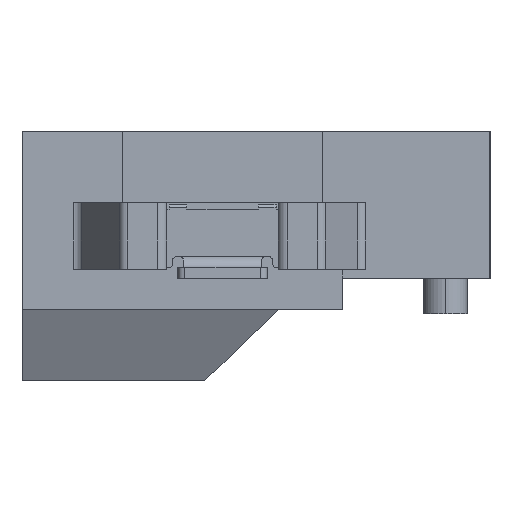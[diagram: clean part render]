
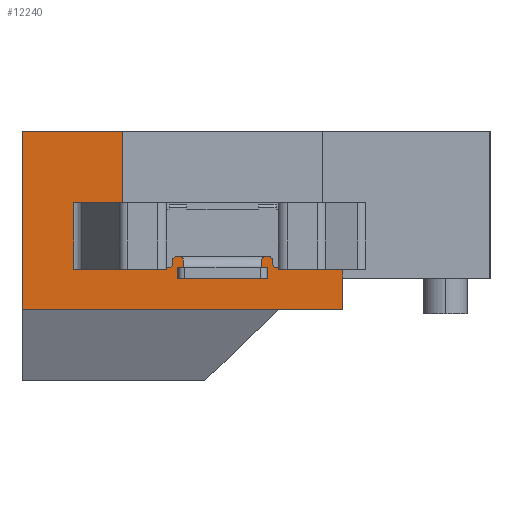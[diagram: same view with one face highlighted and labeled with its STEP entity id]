
A CAD part, left-side view. The second image highlights one B-rep face of the part: STEP entity #12240.
In plain terms, the highlighted planar face has unit normal (-1, 0, 0).
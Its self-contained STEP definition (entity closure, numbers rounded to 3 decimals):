
#9=DIRECTION('',(0.,1.,0.));
#10=VECTOR('',#9,7.2);
#11=CARTESIAN_POINT('',(-21.065,4.8,-2.));
#12=LINE('4436',#11,#10);
#831=DIRECTION('',(0.,-1.,0.));
#832=VECTOR('',#831,2.25);
#833=CARTESIAN_POINT('',(-21.065,12.,2.));
#834=LINE('4738',#833,#832);
#939=DIRECTION('',(0.,-1.,0.));
#940=VECTOR('',#939,1.15);
#941=CARTESIAN_POINT('',(-21.065,5.95,-1.1));
#942=LINE('4778',#941,#940);
#1043=DIRECTION('',(0.,0.,-1.));
#1044=VECTOR('',#1043,0.177);
#1045=CARTESIAN_POINT('',(-21.065,9.,-0.773));
#1046=LINE('6187',#1045,#1044);
#1047=CARTESIAN_POINT('',(-21.065,8.9,-0.95));
#1048=DIRECTION('',(1.,0.,0.));
#1049=DIRECTION('',(0.,0.,-1.));
#1050=AXIS2_PLACEMENT_3D('',#1047,#1048,#1049);
#1052=DIRECTION('',(0.,-1.,0.));
#1053=VECTOR('',#1052,0.22);
#1054=CARTESIAN_POINT('',(-21.065,8.9,-1.05));
#1055=LINE('6196',#1054,#1053);
#1056=CARTESIAN_POINT('',(-21.065,8.68,-1.));
#1057=DIRECTION('',(-1.,0.,0.));
#1058=DIRECTION('',(0.,0.,-1.));
#1059=AXIS2_PLACEMENT_3D('',#1056,#1057,#1058);
#1061=DIRECTION('',(0.,0.,1.));
#1062=VECTOR('',#1061,0.07);
#1063=CARTESIAN_POINT('',(-21.065,8.63,-1.));
#1064=LINE('6221',#1063,#1062);
#1065=CARTESIAN_POINT('',(-21.065,8.5,-0.93));
#1066=DIRECTION('',(1.,0.,0.));
#1067=DIRECTION('',(0.,1.,0.));
#1068=AXIS2_PLACEMENT_3D('',#1065,#1066,#1067);
#1070=DIRECTION('',(0.,1.,0.));
#1071=VECTOR('',#1070,2.);
#1072=CARTESIAN_POINT('',(-21.065,6.5,-0.8));
#1073=LINE('6198',#1072,#1071);
#1074=CARTESIAN_POINT('',(-21.065,6.5,-0.93));
#1075=DIRECTION('',(1.,0.,0.));
#1076=DIRECTION('',(0.,0.,1.));
#1077=AXIS2_PLACEMENT_3D('',#1074,#1075,#1076);
#1079=DIRECTION('',(0.,0.,-1.));
#1080=VECTOR('',#1079,0.07);
#1081=CARTESIAN_POINT('',(-21.065,6.37,-0.93));
#1082=LINE('6218',#1081,#1080);
#1083=CARTESIAN_POINT('',(-21.065,6.32,-1.));
#1084=DIRECTION('',(1.,0.,0.));
#1085=DIRECTION('',(0.,0.,-1.));
#1086=AXIS2_PLACEMENT_3D('',#1083,#1084,#1085);
#1088=DIRECTION('',(0.,-1.,0.));
#1089=VECTOR('',#1088,0.22);
#1090=CARTESIAN_POINT('',(-21.065,6.32,-1.05));
#1091=LINE('6188',#1090,#1089);
#1092=CARTESIAN_POINT('',(-21.065,6.1,-0.95));
#1093=DIRECTION('',(1.,0.,0.));
#1094=DIRECTION('',(0.,-1.,0.));
#1095=AXIS2_PLACEMENT_3D('',#1092,#1093,#1094);
#1097=DIRECTION('',(0.,0.,1.));
#1098=VECTOR('',#1097,0.177);
#1099=CARTESIAN_POINT('',(-21.065,6.,-0.95));
#1100=LINE('6189',#1099,#1098);
#1101=DIRECTION('',(0.,-0.5,0.866));
#1102=VECTOR('',#1101,0.1);
#1103=CARTESIAN_POINT('',(-21.065,6.,-0.773));
#1104=LINE('6199',#1103,#1102);
#1105=DIRECTION('',(0.,0.,-1.));
#1106=VECTOR('',#1105,0.413);
#1107=CARTESIAN_POINT('',(-21.065,5.95,-0.687));
#1108=LINE('6262',#1107,#1106);
#1109=DIRECTION('',(0.,0.,1.));
#1110=VECTOR('',#1109,4.);
#1111=CARTESIAN_POINT('',(-21.065,12.,-2.));
#1112=LINE('4724',#1111,#1110);
#1113=DIRECTION('',(0.,0.,-1.));
#1114=VECTOR('',#1113,1.6);
#1115=CARTESIAN_POINT('',(-21.065,9.75,2.));
#1116=LINE('4793',#1115,#1114);
#1117=DIRECTION('',(0.,0.,-1.));
#1118=VECTOR('',#1117,1.5);
#1119=CARTESIAN_POINT('',(-21.065,10.838,0.4));
#1120=LINE('4799',#1119,#1118);
#1121=DIRECTION('',(0.,-0.5,-0.866));
#1122=VECTOR('',#1121,0.1);
#1123=CARTESIAN_POINT('',(-21.065,9.05,-0.687));
#1124=LINE('6202',#1123,#1122);
#1133=DIRECTION('',(0.,0.,-1.));
#1134=VECTOR('',#1133,0.413);
#1135=CARTESIAN_POINT('',(-21.065,9.05,-0.687));
#1136=LINE('6264',#1135,#1134);
#1159=DIRECTION('',(0.,1.,0.));
#1160=VECTOR('',#1159,1.788);
#1161=CARTESIAN_POINT('',(-21.065,9.05,-1.1));
#1162=LINE('4815',#1161,#1160);
#1194=DIRECTION('',(0.,-1.,0.));
#1195=VECTOR('',#1194,1.088);
#1196=CARTESIAN_POINT('',(-21.065,10.838,0.4));
#1197=LINE('4819',#1196,#1195);
#2015=DIRECTION('',(0.,0.,1.));
#2016=VECTOR('',#2015,0.2);
#2017=CARTESIAN_POINT('',(-21.065,4.8,-1.3));
#2018=LINE('4441',#2017,#2016);
#3357=DIRECTION('',(0.,0.,1.));
#3358=VECTOR('',#3357,0.7);
#3359=CARTESIAN_POINT('',(-21.065,4.8,-2.));
#3360=LINE('4438',#3359,#3358);
#8872=CARTESIAN_POINT('',(-21.065,4.8,-1.3));
#8874=VERTEX_POINT('',#8872);
#8883=CARTESIAN_POINT('',(-21.065,4.8,-2.));
#8884=CARTESIAN_POINT('',(-21.065,12.,-2.));
#8885=VERTEX_POINT('',#8883);
#8886=VERTEX_POINT('',#8884);
#8891=CARTESIAN_POINT('',(-21.065,4.8,-1.1));
#8892=VERTEX_POINT('',#8891);
#8897=CARTESIAN_POINT('',(-21.065,12.,2.));
#8898=VERTEX_POINT('',#8897);
#9213=CARTESIAN_POINT('',(-21.065,9.75,2.));
#9214=VERTEX_POINT('',#9213);
#9271=CARTESIAN_POINT('',(-21.065,5.95,-1.1));
#9272=VERTEX_POINT('',#9271);
#9273=CARTESIAN_POINT('',(-21.065,9.05,-1.1));
#9274=VERTEX_POINT('',#9273);
#9311=CARTESIAN_POINT('',(-21.065,9.75,0.4));
#9312=VERTEX_POINT('',#9311);
#9315=CARTESIAN_POINT('',(-21.065,10.838,0.4));
#9316=CARTESIAN_POINT('',(-21.065,10.838,-1.1));
#9317=VERTEX_POINT('',#9315);
#9318=VERTEX_POINT('',#9316);
#11143=CARTESIAN_POINT('',(-21.065,9.,-0.773));
#11144=CARTESIAN_POINT('',(-21.065,9.,-0.95));
#11145=VERTEX_POINT('',#11143);
#11146=VERTEX_POINT('',#11144);
#11147=CARTESIAN_POINT('',(-21.065,6.32,-1.05));
#11148=CARTESIAN_POINT('',(-21.065,6.1,-1.05));
#11149=VERTEX_POINT('',#11147);
#11150=VERTEX_POINT('',#11148);
#11151=CARTESIAN_POINT('',(-21.065,6.,-0.95));
#11152=CARTESIAN_POINT('',(-21.065,6.,-0.773));
#11153=VERTEX_POINT('',#11151);
#11154=VERTEX_POINT('',#11152);
#11175=CARTESIAN_POINT('',(-21.065,8.9,-1.05));
#11176=CARTESIAN_POINT('',(-21.065,8.68,-1.05));
#11177=VERTEX_POINT('',#11175);
#11178=VERTEX_POINT('',#11176);
#11179=CARTESIAN_POINT('',(-21.065,6.5,-0.8));
#11180=CARTESIAN_POINT('',(-21.065,8.5,-0.8));
#11181=VERTEX_POINT('',#11179);
#11182=VERTEX_POINT('',#11180);
#11183=CARTESIAN_POINT('',(-21.065,5.95,-0.687));
#11184=VERTEX_POINT('',#11183);
#11193=CARTESIAN_POINT('',(-21.065,9.05,-0.687));
#11194=VERTEX_POINT('',#11193);
#11211=CARTESIAN_POINT('',(-21.065,6.37,-0.93));
#11212=VERTEX_POINT('',#11211);
#11213=CARTESIAN_POINT('',(-21.065,6.37,-1.));
#11214=VERTEX_POINT('',#11213);
#11215=CARTESIAN_POINT('',(-21.065,8.63,-1.));
#11216=CARTESIAN_POINT('',(-21.065,8.63,-0.93));
#11217=VERTEX_POINT('',#11215);
#11218=VERTEX_POINT('',#11216);
#12184=CARTESIAN_POINT('',(-21.065,12.,-2.));
#12185=DIRECTION('',(1.,0.,0.));
#12186=DIRECTION('',(0.,-1.,0.));
#12187=AXIS2_PLACEMENT_3D('',#12184,#12185,#12186);
#12188=PLANE('3665',#12187);
#12190=ORIENTED_EDGE('6187',*,*,#12189,.T.);
#12192=ORIENTED_EDGE('6197',*,*,#12191,.F.);
#12194=ORIENTED_EDGE('6196',*,*,#12193,.T.);
#12196=ORIENTED_EDGE('6224',*,*,#12195,.T.);
#12198=ORIENTED_EDGE('6221',*,*,#12197,.T.);
#12200=ORIENTED_EDGE('6222',*,*,#12199,.T.);
#12202=ORIENTED_EDGE('6198',*,*,#12201,.F.);
#12204=ORIENTED_EDGE('6217',*,*,#12203,.T.);
#12206=ORIENTED_EDGE('6218',*,*,#12205,.T.);
#12208=ORIENTED_EDGE('6223',*,*,#12207,.F.);
#12209=ORIENTED_EDGE('6188',*,*,#12172,.T.);
#12211=ORIENTED_EDGE('6191',*,*,#12210,.F.);
#12213=ORIENTED_EDGE('6189',*,*,#12212,.T.);
#12215=ORIENTED_EDGE('6199',*,*,#12214,.T.);
#12217=ORIENTED_EDGE('6262',*,*,#12216,.T.);
#12218=ORIENTED_EDGE('4778',*,*,#12076,.T.);
#12220=ORIENTED_EDGE('4441',*,*,#12219,.F.);
#12222=ORIENTED_EDGE('4438',*,*,#12221,.F.);
#12223=ORIENTED_EDGE('4436',*,*,#11290,.T.);
#12224=ORIENTED_EDGE('4724',*,*,#11395,.T.);
#12225=ORIENTED_EDGE('4738',*,*,#11968,.T.);
#12227=ORIENTED_EDGE('4793',*,*,#12226,.T.);
#12229=ORIENTED_EDGE('4819',*,*,#12228,.F.);
#12231=ORIENTED_EDGE('4799',*,*,#12230,.T.);
#12233=ORIENTED_EDGE('4815',*,*,#12232,.F.);
#12235=ORIENTED_EDGE('6264',*,*,#12234,.F.);
#12237=ORIENTED_EDGE('6202',*,*,#12236,.T.);
#12238=EDGE_LOOP('3665',(#12190,#12192,#12194,#12196,#12198,#12200,#12202,
#12204,#12206,#12208,#12209,#12211,#12213,#12215,#12217,#12218,#12220,#12222,
#12223,#12224,#12225,#12227,#12229,#12231,#12233,#12235,#12237));
#12239=FACE_OUTER_BOUND('3665',#12238,.F.);
#12240=ADVANCED_FACE('3665',(#12239),#12188,.F.);
#1051=CIRCLE('6197',#1050,0.1);
#1060=CIRCLE('6224',#1059,0.05);
#1069=CIRCLE('6222',#1068,0.13);
#1078=CIRCLE('6217',#1077,0.13);
#1087=CIRCLE('6223',#1086,0.05);
#1096=CIRCLE('6191',#1095,0.1);
#11290=EDGE_CURVE('4436',#8885,#8886,#12,.T.);
#11395=EDGE_CURVE('4724',#8886,#8898,#1112,.T.);
#11968=EDGE_CURVE('4738',#8898,#9214,#834,.T.);
#12076=EDGE_CURVE('4778',#9272,#8892,#942,.T.);
#12172=EDGE_CURVE('6188',#11149,#11150,#1091,.T.);
#12189=EDGE_CURVE('6187',#11145,#11146,#1046,.T.);
#12191=EDGE_CURVE('6197',#11177,#11146,#1051,.T.);
#12193=EDGE_CURVE('6196',#11177,#11178,#1055,.T.);
#12195=EDGE_CURVE('6224',#11178,#11217,#1060,.T.);
#12197=EDGE_CURVE('6221',#11217,#11218,#1064,.T.);
#12199=EDGE_CURVE('6222',#11218,#11182,#1069,.T.);
#12201=EDGE_CURVE('6198',#11181,#11182,#1073,.T.);
#12203=EDGE_CURVE('6217',#11181,#11212,#1078,.T.);
#12205=EDGE_CURVE('6218',#11212,#11214,#1082,.T.);
#12207=EDGE_CURVE('6223',#11149,#11214,#1087,.T.);
#12210=EDGE_CURVE('6191',#11153,#11150,#1096,.T.);
#12212=EDGE_CURVE('6189',#11153,#11154,#1100,.T.);
#12214=EDGE_CURVE('6199',#11154,#11184,#1104,.T.);
#12216=EDGE_CURVE('6262',#11184,#9272,#1108,.T.);
#12219=EDGE_CURVE('4441',#8874,#8892,#2018,.T.);
#12221=EDGE_CURVE('4438',#8885,#8874,#3360,.T.);
#12226=EDGE_CURVE('4793',#9214,#9312,#1116,.T.);
#12228=EDGE_CURVE('4819',#9317,#9312,#1197,.T.);
#12230=EDGE_CURVE('4799',#9317,#9318,#1120,.T.);
#12232=EDGE_CURVE('4815',#9274,#9318,#1162,.T.);
#12234=EDGE_CURVE('6264',#11194,#9274,#1136,.T.);
#12236=EDGE_CURVE('6202',#11194,#11145,#1124,.T.);
